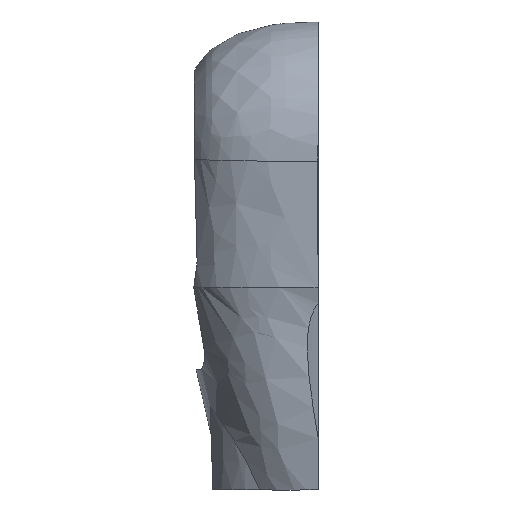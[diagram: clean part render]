
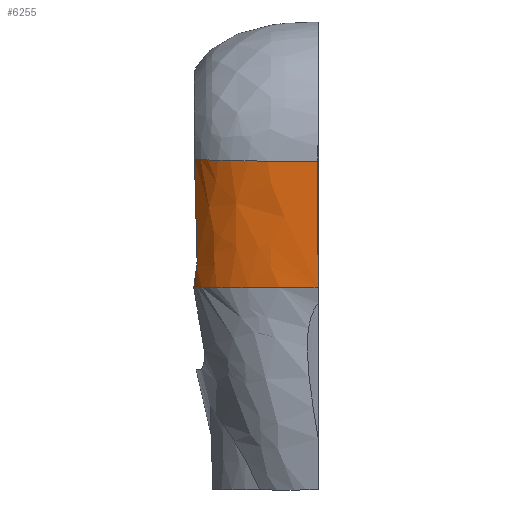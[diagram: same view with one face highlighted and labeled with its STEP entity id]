
A CAD part, front view. The second image highlights one B-rep face of the part: STEP entity #6255.
In plain terms, the highlighted free-form (B-spline) face has degree [2, 3] with [3, 4] control points.
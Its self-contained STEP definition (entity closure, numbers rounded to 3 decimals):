
#27 = ORIENTED_EDGE ( 'NONE', *, *, #4074, .F. ) ;
#68 = EDGE_CURVE ( 'NONE', #2810, #3634, #4312, .T. ) ;
#69 = CARTESIAN_POINT ( 'NONE',  ( -21.606, -35.936, -37. ) ) ;
#99 = B_SPLINE_CURVE_WITH_KNOTS ( 'NONE', 3,
 ( #3197, #5516, #2609, #4305, #6714, #6237, #3077, #5012, #2536, #2030, #4424, #6829, #1873, #69, #1323, #713, #2294, #417, #2719, #5123, #7526, #947, #4612, #2871, #6351, #2800, #4646, #2137 ),
 .UNSPECIFIED., .F., .F.,
 ( 4, 2, 2, 1, 1, 1, 1, 1, 1, 1, 1, 1, 1, 1, 1, 2, 2, 1, 1, 1, 1, 4 ),
 ( 0.002, 0.005, 0.005, 0.005, 0.005, 0.005, 0.006, 0.007, 0.012, 0.023, 0.043, 0.084, 0.167, 0.332, 0.496, 0.499, 0.501, 0.507, 0.517, 0.537, 0.579, 0.661 ),
 .UNSPECIFIED. ) ;
#283 = B_SPLINE_CURVE_WITH_KNOTS ( 'NONE', 3,
 ( #1436, #832, #1952, #5561 ),
 .UNSPECIFIED., .F., .F.,
 ( 4, 4 ),
 ( 0., 1. ),
 .UNSPECIFIED. ) ;
#337 = CARTESIAN_POINT ( 'NONE',  ( -51.595, -23.73, -31.013 ) ) ;
#416 = VERTEX_POINT ( 'NONE', #337 ) ;
#417 = CARTESIAN_POINT ( 'NONE',  ( -44.991, -30.291, -37. ) ) ;
#626 = CARTESIAN_POINT ( 'NONE',  ( -17.6, -37.468, -1.552 ) ) ;
#713 = CARTESIAN_POINT ( 'NONE',  ( -32.042, -35.038, -37. ) ) ;
#832 = CARTESIAN_POINT ( 'NONE',  ( -17.5, -36.979, -13.368 ) ) ;
#926 = CARTESIAN_POINT ( 'NONE',  ( -51.455, -24., -29.654 ) ) ;
#947 = CARTESIAN_POINT ( 'NONE',  ( -47.193, -28.484, -37. ) ) ;
#1022 = CARTESIAN_POINT ( 'NONE',  ( -51.968, -24., -10.313 ) ) ;
#1041 = CARTESIAN_POINT ( 'NONE',  ( -57., 0.136, -12.961 ) ) ;
#1248 = CARTESIAN_POINT ( 'NONE',  ( -51.729, -24., -19.633 ) ) ;
#1323 = CARTESIAN_POINT ( 'NONE',  ( -25.268, -35.754, -37. ) ) ;
#1436 = CARTESIAN_POINT ( 'NONE',  ( -17.5, -37.468, -1.552 ) ) ;
#1478 = CARTESIAN_POINT ( 'NONE',  ( -17.6, -36.396, -27.44 ) ) ;
#1593 = CARTESIAN_POINT ( 'NONE',  ( -57., 1.208, -38.849 ) ) ;
#1611 = CARTESIAN_POINT ( 'NONE',  ( -51.474, -24., -28.952 ) ) ;
#1628 = CARTESIAN_POINT ( 'NONE',  ( -17.6, -36.932, -14.496 ) ) ;
#1738 = EDGE_CURVE ( 'NONE', #2962, #3634, #2504, .T. ) ;
#1873 = CARTESIAN_POINT ( 'NONE',  ( -19.706, -35.982, -37. ) ) ;
#1952 = CARTESIAN_POINT ( 'NONE',  ( -17.5, -36.489, -25.184 ) ) ;
#2030 = CARTESIAN_POINT ( 'NONE',  ( -18.093, -35.999, -37. ) ) ;
#2058 = VERTEX_POINT ( 'NONE', #2722 ) ;
#2137 = CARTESIAN_POINT ( 'NONE',  ( -52.384, -22.138, -36.983 ) ) ;
#2145 = CARTESIAN_POINT ( 'NONE',  ( -51.497, -23.909, -30.341 ) ) ;
#2287 = CARTESIAN_POINT ( 'NONE',  ( -17.55, -36., -37. ) ) ;
#2294 = CARTESIAN_POINT ( 'NONE',  ( -40.147, -33.009, -37. ) ) ;
#2295 = CARTESIAN_POINT ( 'NONE',  ( -52.153, -22.67, -34.987 ) ) ;
#2371 = ORIENTED_EDGE ( 'NONE', *, *, #6592, .F. ) ;
#2375 = CARTESIAN_POINT ( 'NONE',  ( -52.384, -22.138, -36.983 ) ) ;
#2504 =( BOUNDED_CURVE ( )  B_SPLINE_CURVE ( 2, ( #626, #4191, #7738 ),
 .UNSPECIFIED., .F., .F. ) 
 B_SPLINE_CURVE_WITH_KNOTS ( ( 3, 3 ),
 ( 0., 0.633 ),
 .UNSPECIFIED. ) 
 CURVE ( )  GEOMETRIC_REPRESENTATION_ITEM ( )  RATIONAL_B_SPLINE_CURVE ( ( 1., 1.141, 1.103 ) ) 
 REPRESENTATION_ITEM ( '' )  );
#2536 = CARTESIAN_POINT ( 'NONE',  ( -18.032, -35.999, -37. ) ) ;
#2609 = CARTESIAN_POINT ( 'NONE',  ( -17.83, -36., -37. ) ) ;
#2719 = CARTESIAN_POINT ( 'NONE',  ( -46.999, -28.645, -37. ) ) ;
#2722 = CARTESIAN_POINT ( 'NONE',  ( -52.384, -22.138, -36.983 ) ) ;
#2745 = B_SPLINE_CURVE_WITH_KNOTS ( 'NONE', 3,
 ( #5728, #2145, #926, #6907 ),
 .UNSPECIFIED., .F., .F.,
 ( 4, 4 ),
 ( 0., 0.002 ),
 .UNSPECIFIED. ) ;
#2800 = CARTESIAN_POINT ( 'NONE',  ( -50.381, -25.255, -37. ) ) ;
#2810 = VERTEX_POINT ( 'NONE', #5528 ) ;
#2849 = CARTESIAN_POINT ( 'NONE',  ( -57., 0.672, -25.905 ) ) ;
#2871 = CARTESIAN_POINT ( 'NONE',  ( -47.846, -27.916, -37. ) ) ;
#2892 = EDGE_LOOP ( 'NONE', ( #7680, #7807, #27, #2371, #4011, #3886 ) ) ;
#2962 = VERTEX_POINT ( 'NONE', #4964 ) ;
#3077 = CARTESIAN_POINT ( 'NONE',  ( -17.986, -35.999, -37. ) ) ;
#3197 = CARTESIAN_POINT ( 'NONE',  ( -17.55, -36., -37. ) ) ;
#3348 = CARTESIAN_POINT ( 'NONE',  ( -57., -36.932, -14.496 ) ) ;
#3547 = EDGE_CURVE ( 'NONE', #416, #2810, #2745, .T. ) ;
#3634 = VERTEX_POINT ( 'NONE', #4659 ) ;
#3886 = ORIENTED_EDGE ( 'NONE', *, *, #1738, .T. ) ;
#4011 = ORIENTED_EDGE ( 'NONE', *, *, #6495, .F. ) ;
#4074 = EDGE_CURVE ( 'NONE', #2058, #416, #5477, .T. ) ;
#4100 =( BOUNDED_SURFACE ( )  B_SPLINE_SURFACE ( 2, 3, ( 
 ( #1593, #2849, #1041, #6952 ),
 ( #5807, #5217, #3348, #5102 ),
 ( #7502, #1478, #1628, #6394 ) ),
 .UNSPECIFIED., .F., .F., .T. ) 
 B_SPLINE_SURFACE_WITH_KNOTS ( ( 3, 3 ),
 ( 4, 4 ),
 ( 0., 1. ),
 ( -0.039, 0. ),
 .UNSPECIFIED. ) 
 GEOMETRIC_REPRESENTATION_ITEM ( )  RATIONAL_B_SPLINE_SURFACE ( (
 ( 1., 1., 1., 1.),
 ( 1.222, 1.222, 1.222, 1.222),
 ( 1., 1., 1., 1.) ) ) 
 REPRESENTATION_ITEM ( '' )  SURFACE ( )  );
#4172 = CARTESIAN_POINT ( 'NONE',  ( -51.595, -23.73, -31.013 ) ) ;
#4191 = CARTESIAN_POINT ( 'NONE',  ( -44.328, -37.468, -1.552 ) ) ;
#4305 = CARTESIAN_POINT ( 'NONE',  ( -17.975, -35.999, -37. ) ) ;
#4312 = B_SPLINE_CURVE_WITH_KNOTS ( 'NONE', 3,
 ( #1611, #1248, #1022, #5874 ),
 .UNSPECIFIED., .F., .F.,
 ( 4, 4 ),
 ( 0., 0.028 ),
 .UNSPECIFIED. ) ;
#4424 = CARTESIAN_POINT ( 'NONE',  ( -18.286, -35.998, -37. ) ) ;
#4529 = VERTEX_POINT ( 'NONE', #2287 ) ;
#4612 = CARTESIAN_POINT ( 'NONE',  ( -47.391, -28.317, -37. ) ) ;
#4646 = CARTESIAN_POINT ( 'NONE',  ( -51.604, -23.436, -37. ) ) ;
#4659 = CARTESIAN_POINT ( 'NONE',  ( -52.193, -24., -0.994 ) ) ;
#4964 = CARTESIAN_POINT ( 'NONE',  ( -17.6, -37.468, -1.552 ) ) ;
#5012 = CARTESIAN_POINT ( 'NONE',  ( -18.001, -35.999, -37. ) ) ;
#5102 = CARTESIAN_POINT ( 'NONE',  ( -57., -37.468, -1.552 ) ) ;
#5123 = CARTESIAN_POINT ( 'NONE',  ( -47.061, -28.594, -37. ) ) ;
#5217 = CARTESIAN_POINT ( 'NONE',  ( -57., -36.396, -27.44 ) ) ;
#5477 = B_SPLINE_CURVE_WITH_KNOTS ( 'NONE', 3,
 ( #2375, #2295, #5882, #4172 ),
 .UNSPECIFIED., .F., .F.,
 ( 4, 4 ),
 ( 0.001, 0.007 ),
 .UNSPECIFIED. ) ;
#5516 = CARTESIAN_POINT ( 'NONE',  ( -17.69, -36., -37. ) ) ;
#5528 = CARTESIAN_POINT ( 'NONE',  ( -51.474, -24., -28.952 ) ) ;
#5561 = CARTESIAN_POINT ( 'NONE',  ( -17.55, -36., -37. ) ) ;
#5728 = CARTESIAN_POINT ( 'NONE',  ( -51.595, -23.73, -31.013 ) ) ;
#5807 = CARTESIAN_POINT ( 'NONE',  ( -57., -35.86, -40.384 ) ) ;
#5874 = CARTESIAN_POINT ( 'NONE',  ( -52.193, -24., -0.994 ) ) ;
#5882 = CARTESIAN_POINT ( 'NONE',  ( -51.885, -23.2, -32.998 ) ) ;
#6237 = CARTESIAN_POINT ( 'NONE',  ( -17.98, -35.999, -37. ) ) ;
#6255 = ADVANCED_FACE ( 'NONE', ( #6435 ), #4100, .T. ) ;
#6351 = CARTESIAN_POINT ( 'NONE',  ( -48.729, -27.079, -37. ) ) ;
#6394 = CARTESIAN_POINT ( 'NONE',  ( -17.6, -37.468, -1.552 ) ) ;
#6435 = FACE_OUTER_BOUND ( 'NONE', #2892, .T. ) ;
#6495 = EDGE_CURVE ( 'NONE', #2962, #4529, #283, .T. ) ;
#6592 = EDGE_CURVE ( 'NONE', #4529, #2058, #99, .T. ) ;
#6714 = CARTESIAN_POINT ( 'NONE',  ( -17.975, -35.999, -37. ) ) ;
#6829 = CARTESIAN_POINT ( 'NONE',  ( -18.739, -35.995, -37. ) ) ;
#6907 = CARTESIAN_POINT ( 'NONE',  ( -51.474, -24., -28.952 ) ) ;
#6952 = CARTESIAN_POINT ( 'NONE',  ( -57., -0.4, -0.017 ) ) ;
#7502 = CARTESIAN_POINT ( 'NONE',  ( -17.6, -35.86, -40.384 ) ) ;
#7526 = CARTESIAN_POINT ( 'NONE',  ( -47.093, -28.567, -37. ) ) ;
#7680 = ORIENTED_EDGE ( 'NONE', *, *, #68, .F. ) ;
#7738 = CARTESIAN_POINT ( 'NONE',  ( -52.193, -24., -0.994 ) ) ;
#7807 = ORIENTED_EDGE ( 'NONE', *, *, #3547, .F. ) ;
